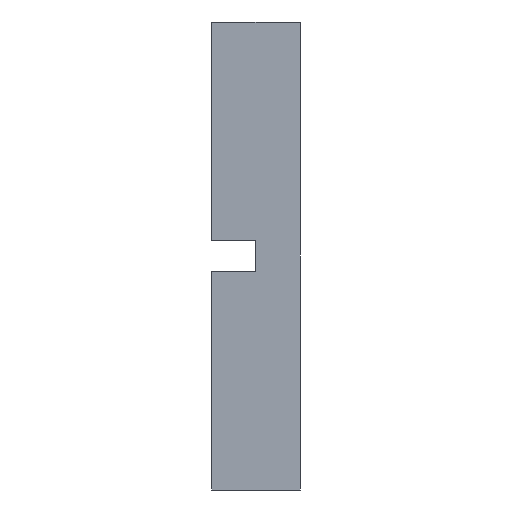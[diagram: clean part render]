
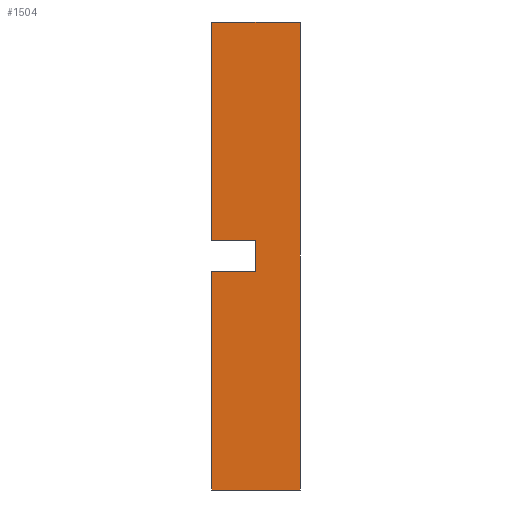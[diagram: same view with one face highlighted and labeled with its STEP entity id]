
A CAD part, left-side view. The second image highlights one B-rep face of the part: STEP entity #1504.
In plain terms, the highlighted planar face has unit normal (-1, 0, 0).
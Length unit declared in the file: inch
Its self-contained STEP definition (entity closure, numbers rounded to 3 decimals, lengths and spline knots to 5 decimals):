
#65 = LINE ( 'NONE', #1135, #1314 ) ;
#99 = ORIENTED_EDGE ( 'NONE', *, *, #190, .T. ) ;
#158 = DIRECTION ( 'NONE',  ( 1., 0., 0. ) ) ;
#164 = EDGE_CURVE ( 'NONE', #506, #2006, #252, .T. ) ;
#190 = EDGE_CURVE ( 'NONE', #506, #258, #1807, .T. ) ;
#217 = ORIENTED_EDGE ( 'NONE', *, *, #164, .F. ) ;
#242 = DIRECTION ( 'NONE',  ( 0., 1., 0. ) ) ;
#250 = VECTOR ( 'NONE', #1423, 39.37008 ) ;
#252 = LINE ( 'NONE', #1200, #1086 ) ;
#258 = VERTEX_POINT ( 'NONE', #1476 ) ;
#264 = ORIENTED_EDGE ( 'NONE', *, *, #1734, .F. ) ;
#348 = DIRECTION ( 'NONE',  ( 0., 1., 0. ) ) ;
#466 = EDGE_CURVE ( 'NONE', #2006, #1034, #1829, .T. ) ;
#477 = ORIENTED_EDGE ( 'NONE', *, *, #1813, .F. ) ;
#492 = DIRECTION ( 'NONE',  ( 0., 0., 1. ) ) ;
#501 = ORIENTED_EDGE ( 'NONE', *, *, #1195, .T. ) ;
#506 = VERTEX_POINT ( 'NONE', #1687 ) ;
#554 = VECTOR ( 'NONE', #1443, 39.37008 ) ;
#566 = EDGE_CURVE ( 'NONE', #258, #1646, #1286, .T. ) ;
#570 = CARTESIAN_POINT ( 'NONE',  ( -1.0669, 0.25, 0.525 ) ) ;
#584 = VERTEX_POINT ( 'NONE', #1943 ) ;
#593 = VERTEX_POINT ( 'NONE', #1452 ) ;
#626 = EDGE_CURVE ( 'NONE', #1950, #1646, #1907, .T. ) ;
#896 = ORIENTED_EDGE ( 'NONE', *, *, #466, .F. ) ;
#1034 = VERTEX_POINT ( 'NONE', #1966 ) ;
#1082 = CARTESIAN_POINT ( 'NONE',  ( -1.0669, 0.25, 0.045 ) ) ;
#1086 = VECTOR ( 'NONE', #348, 39.37008 ) ;
#1087 = CARTESIAN_POINT ( 'NONE',  ( -1.0669, 0., 0.525 ) ) ;
#1091 = LINE ( 'NONE', #1287, #1863 ) ;
#1098 = CARTESIAN_POINT ( 'NONE',  ( -1.0669, 0.125, -0.045 ) ) ;
#1133 = DIRECTION ( 'NONE',  ( 0., 1., 0. ) ) ;
#1135 = CARTESIAN_POINT ( 'NONE',  ( -1.0669, 0.125, 0.045 ) ) ;
#1163 = ORIENTED_EDGE ( 'NONE', *, *, #626, .F. ) ;
#1195 = EDGE_CURVE ( 'NONE', #593, #1034, #1710, .T. ) ;
#1200 = CARTESIAN_POINT ( 'NONE',  ( -1.0669, -0.27484, -0.66 ) ) ;
#1223 = FACE_OUTER_BOUND ( 'NONE', #1528, .T. ) ;
#1237 = VECTOR ( 'NONE', #1642, 39.37008 ) ;
#1263 = DIRECTION ( 'NONE',  ( 0., 0., -1. ) ) ;
#1286 = LINE ( 'NONE', #1649, #1237 ) ;
#1287 = CARTESIAN_POINT ( 'NONE',  ( -1.0669, 0.125, 0.045 ) ) ;
#1304 = VECTOR ( 'NONE', #242, 39.37008 ) ;
#1314 = VECTOR ( 'NONE', #1133, 39.37008 ) ;
#1333 = DIRECTION ( 'NONE',  ( 0., 0., 1. ) ) ;
#1402 = CARTESIAN_POINT ( 'NONE',  ( -1.0669, 0.25, 0.525 ) ) ;
#1408 = VECTOR ( 'NONE', #492, 39.37008 ) ;
#1423 = DIRECTION ( 'NONE',  ( 0., 0., 1. ) ) ;
#1443 = DIRECTION ( 'NONE',  ( 0., 0., 1. ) ) ;
#1452 = CARTESIAN_POINT ( 'NONE',  ( -1.0669, 0.125, -0.045 ) ) ;
#1476 = CARTESIAN_POINT ( 'NONE',  ( -1.0669, 0., 0.66 ) ) ;
#1504 = ADVANCED_FACE ( 'NONE', ( #1223 ), #2005, .F. ) ;
#1528 = EDGE_LOOP ( 'NONE', ( #1163, #477, #264, #501, #896, #217, #99, #2024 ) ) ;
#1642 = DIRECTION ( 'NONE',  ( 0., 1., 0. ) ) ;
#1646 = VERTEX_POINT ( 'NONE', #1682 ) ;
#1649 = CARTESIAN_POINT ( 'NONE',  ( -1.0669, -0.27484, 0.66 ) ) ;
#1674 = CARTESIAN_POINT ( 'NONE',  ( -1.0669, 0.25, -0.66 ) ) ;
#1682 = CARTESIAN_POINT ( 'NONE',  ( -1.0669, 0.25, 0.66 ) ) ;
#1687 = CARTESIAN_POINT ( 'NONE',  ( -1.0669, 0., -0.66 ) ) ;
#1710 = LINE ( 'NONE', #1098, #1304 ) ;
#1734 = EDGE_CURVE ( 'NONE', #593, #584, #1091, .T. ) ;
#1807 = LINE ( 'NONE', #1087, #1408 ) ;
#1813 = EDGE_CURVE ( 'NONE', #584, #1950, #65, .T. ) ;
#1829 = LINE ( 'NONE', #1402, #554 ) ;
#1855 = AXIS2_PLACEMENT_3D ( 'NONE', #570, #158, #1263 ) ;
#1863 = VECTOR ( 'NONE', #1333, 39.37008 ) ;
#1907 = LINE ( 'NONE', #2010, #250 ) ;
#1943 = CARTESIAN_POINT ( 'NONE',  ( -1.0669, 0.125, 0.045 ) ) ;
#1950 = VERTEX_POINT ( 'NONE', #1082 ) ;
#1966 = CARTESIAN_POINT ( 'NONE',  ( -1.0669, 0.25, -0.045 ) ) ;
#2005 = PLANE ( 'NONE',  #1855 ) ;
#2006 = VERTEX_POINT ( 'NONE', #1674 ) ;
#2010 = CARTESIAN_POINT ( 'NONE',  ( -1.0669, 0.25, 0.525 ) ) ;
#2024 = ORIENTED_EDGE ( 'NONE', *, *, #566, .T. ) ;
